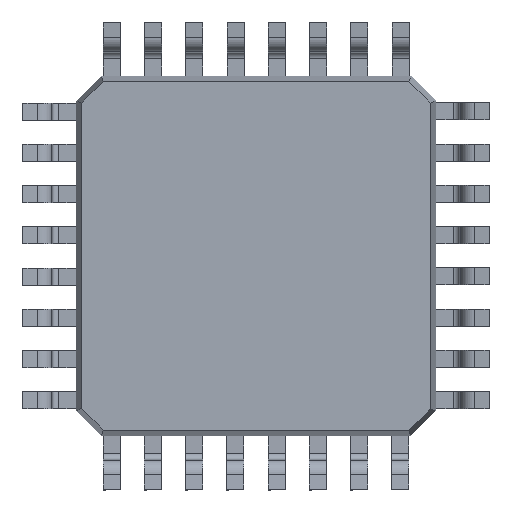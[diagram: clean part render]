
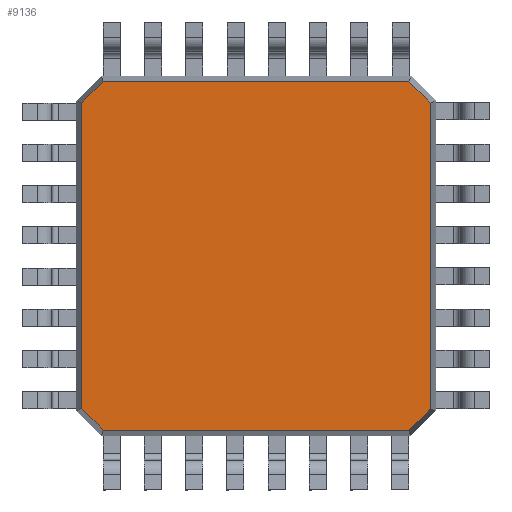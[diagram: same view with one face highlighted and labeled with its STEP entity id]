
A CAD part, front view. The second image highlights one B-rep face of the part: STEP entity #9136.
In plain terms, the highlighted planar face has unit normal (0, -1, 0).
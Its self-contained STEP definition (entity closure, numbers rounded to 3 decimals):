
#6599 = DIRECTION ( 'NONE',  ( 0.715, 0., -0.699 ) ) ;
#6600 = VECTOR ( 'NONE', #6599, 1000. ) ;
#6601 = CARTESIAN_POINT ( 'NONE',  ( -2.963, -0.64, 3.377 ) ) ;
#6603 = CARTESIAN_POINT ( 'NONE',  ( 2.963, -0.64, 3.377 ) ) ;
#6604 = LINE ( 'NONE', #6603, #6600 ) ;
#6664 = DIRECTION ( 'NONE',  ( 0., 0., -1. ) ) ;
#6665 = VECTOR ( 'NONE', #6664, 1000. ) ;
#6666 = CARTESIAN_POINT ( 'NONE',  ( 3.382, -0.64, 0. ) ) ;
#6667 = LINE ( 'NONE', #6666, #6665 ) ;
#6668 = CARTESIAN_POINT ( 'NONE',  ( 2.963, -0.64, 3.377 ) ) ;
#6834 = CARTESIAN_POINT ( 'NONE',  ( 2.963, -0.64, -3.377 ) ) ;
#6888 = FACE_OUTER_BOUND ( 'NONE', #9161, .T. ) ;
#6889 = CARTESIAN_POINT ( 'NONE',  ( -3.382, -0.64, 2.968 ) ) ;
#6896 = CARTESIAN_POINT ( 'NONE',  ( 3.382, -0.64, 2.968 ) ) ;
#6905 = DIRECTION ( 'NONE',  ( -0.715, 0., -0.699 ) ) ;
#6906 = VECTOR ( 'NONE', #6905, 1000. ) ;
#6907 = CARTESIAN_POINT ( 'NONE',  ( 3.382, -0.64, -2.968 ) ) ;
#6908 = LINE ( 'NONE', #6907, #6906 ) ;
#6911 = DIRECTION ( 'NONE',  ( -1., 0., 0. ) ) ;
#6912 = VECTOR ( 'NONE', #6911, 1000. ) ;
#6913 = CARTESIAN_POINT ( 'NONE',  ( 0., -0.64, -3.377 ) ) ;
#6914 = LINE ( 'NONE', #6913, #6912 ) ;
#6915 = CARTESIAN_POINT ( 'NONE',  ( 3.382, -0.64, -2.968 ) ) ;
#6916 = DIRECTION ( 'NONE',  ( 1., 0., 0. ) ) ;
#6917 = VECTOR ( 'NONE', #6916, 1000. ) ;
#6918 = CARTESIAN_POINT ( 'NONE',  ( 0., -0.64, 3.377 ) ) ;
#6922 = LINE ( 'NONE', #6918, #6917 ) ;
#6928 = AXIS2_PLACEMENT_3D ( 'NONE', #6943, #6981, #6980 ) ;
#6942 = CARTESIAN_POINT ( 'NONE',  ( -3.382, -0.64, -2.958 ) ) ;
#6943 = CARTESIAN_POINT ( 'NONE',  ( 0., -0.64, 0. ) ) ;
#6945 = DIRECTION ( 'NONE',  ( 0.715, 0., 0.699 ) ) ;
#6946 = VECTOR ( 'NONE', #6945, 1000. ) ;
#6947 = CARTESIAN_POINT ( 'NONE',  ( -3.382, -0.64, 2.968 ) ) ;
#6948 = LINE ( 'NONE', #6947, #6946 ) ;
#6954 = PLANE ( 'NONE',  #6928 ) ;
#6956 = DIRECTION ( 'NONE',  ( -0.707, 0., 0.707 ) ) ;
#6957 = CARTESIAN_POINT ( 'NONE',  ( -2.963, -0.64, -3.377 ) ) ;
#6963 = LINE ( 'NONE', #6957, #7009 ) ;
#6980 = DIRECTION ( 'NONE',  ( 0., 0., 1. ) ) ;
#6981 = DIRECTION ( 'NONE',  ( 0., 1., 0. ) ) ;
#7009 = VECTOR ( 'NONE', #6956, 1000. ) ;
#7026 = DIRECTION ( 'NONE',  ( 0., 0., 1. ) ) ;
#7027 = VECTOR ( 'NONE', #7026, 1000. ) ;
#7032 = LINE ( 'NONE', #7033, #7027 ) ;
#7033 = CARTESIAN_POINT ( 'NONE',  ( -3.382, -0.64, 0. ) ) ;
#7034 = CARTESIAN_POINT ( 'NONE',  ( -2.963, -0.64, -3.377 ) ) ;
#8993 = EDGE_CURVE ( 'NONE', #9011, #9111, #6604, .T. ) ;
#9001 = VERTEX_POINT ( 'NONE', #6601 ) ;
#9008 = EDGE_CURVE ( 'NONE', #9111, #9123, #6667, .T. ) ;
#9011 = VERTEX_POINT ( 'NONE', #6668 ) ;
#9095 = ORIENTED_EDGE ( 'NONE', *, *, #9119, .F. ) ;
#9100 = VERTEX_POINT ( 'NONE', #6834 ) ;
#9111 = VERTEX_POINT ( 'NONE', #6896 ) ;
#9116 = EDGE_CURVE ( 'NONE', #9001, #9011, #6922, .T. ) ;
#9119 = EDGE_CURVE ( 'NONE', #9100, #9203, #6914, .T. ) ;
#9121 = EDGE_CURVE ( 'NONE', #9123, #9100, #6908, .T. ) ;
#9123 = VERTEX_POINT ( 'NONE', #6915 ) ;
#9128 = EDGE_CURVE ( 'NONE', #9132, #9001, #6948, .T. ) ;
#9132 = VERTEX_POINT ( 'NONE', #6889 ) ;
#9136 = ADVANCED_FACE ( 'NONE', ( #6888 ), #6954, .F. ) ;
#9138 = ORIENTED_EDGE ( 'NONE', *, *, #9121, .F. ) ;
#9139 = ORIENTED_EDGE ( 'NONE', *, *, #9008, .F. ) ;
#9141 = ORIENTED_EDGE ( 'NONE', *, *, #9199, .F. ) ;
#9144 = ORIENTED_EDGE ( 'NONE', *, *, #8993, .F. ) ;
#9146 = ORIENTED_EDGE ( 'NONE', *, *, #9128, .F. ) ;
#9148 = VERTEX_POINT ( 'NONE', #6942 ) ;
#9154 = ORIENTED_EDGE ( 'NONE', *, *, #9180, .F. ) ;
#9161 = EDGE_LOOP ( 'NONE', ( #9154, #9095, #9138, #9139, #9144, #9194, #9146, #9141 ) ) ;
#9180 = EDGE_CURVE ( 'NONE', #9203, #9148, #6963, .T. ) ;
#9194 = ORIENTED_EDGE ( 'NONE', *, *, #9116, .F. ) ;
#9199 = EDGE_CURVE ( 'NONE', #9148, #9132, #7032, .T. ) ;
#9203 = VERTEX_POINT ( 'NONE', #7034 ) ;
